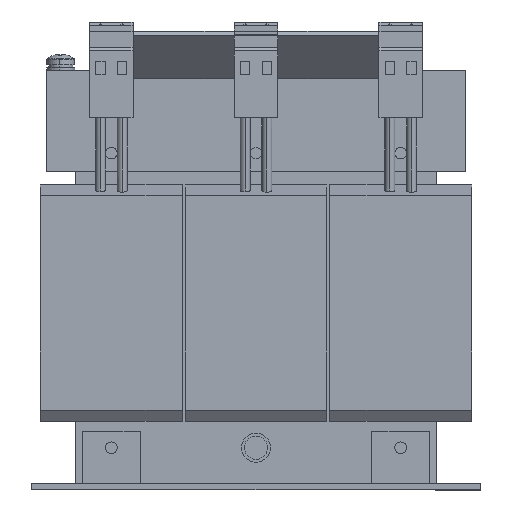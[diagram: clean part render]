
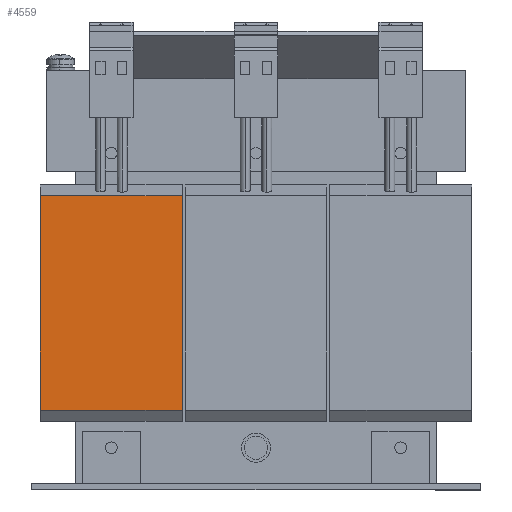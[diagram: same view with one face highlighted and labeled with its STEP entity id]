
A CAD part, top view. The second image highlights one B-rep face of the part: STEP entity #4559.
In plain terms, the highlighted planar face has unit normal (0, 0, 1).
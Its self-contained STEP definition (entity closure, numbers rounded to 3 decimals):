
#229 = ORIENTED_EDGE ( 'NONE', *, *, #3304, .F. ) ;
#322 = CARTESIAN_POINT ( 'NONE',  ( -74.5, 36.1, 29. ) ) ;
#957 = AXIS2_PLACEMENT_3D ( 'NONE', #15295, #4281, #9113 ) ;
#1736 = LINE ( 'NONE', #17567, #14786 ) ;
#1968 = DIRECTION ( 'NONE',  ( 0., 1., 0. ) ) ;
#2072 = LINE ( 'NONE', #322, #7990 ) ;
#2838 = LINE ( 'NONE', #5518, #12557 ) ;
#3171 = CARTESIAN_POINT ( 'NONE',  ( -74.5, 36.1, 29. ) ) ;
#3300 = CARTESIAN_POINT ( 'NONE',  ( -25.5, 36.1, 29. ) ) ;
#3304 = EDGE_CURVE ( 'NONE', #16549, #15225, #2838, .T. ) ;
#3384 = VERTEX_POINT ( 'NONE', #16732 ) ;
#3785 = ORIENTED_EDGE ( 'NONE', *, *, #10795, .F. ) ;
#3855 = DIRECTION ( 'NONE',  ( 1., 0., 0. ) ) ;
#3962 = CARTESIAN_POINT ( 'NONE',  ( -74.5, -37.9, 29. ) ) ;
#4281 = DIRECTION ( 'NONE',  ( 0., 0., -1. ) ) ;
#4559 = ADVANCED_FACE ( 'NONE', ( #20026 ), #11709, .F. ) ;
#5037 = ORIENTED_EDGE ( 'NONE', *, *, #6715, .T. ) ;
#5518 = CARTESIAN_POINT ( 'NONE',  ( -74.5, 36.1, 29. ) ) ;
#6715 = EDGE_CURVE ( 'NONE', #10898, #15225, #1736, .T. ) ;
#7990 = VECTOR ( 'NONE', #1968, 1000. ) ;
#8450 = EDGE_CURVE ( 'NONE', #3384, #10898, #19604, .T. ) ;
#8535 = EDGE_LOOP ( 'NONE', ( #5037, #229, #3785, #9914 ) ) ;
#9113 = DIRECTION ( 'NONE',  ( 0., -1., 0. ) ) ;
#9914 = ORIENTED_EDGE ( 'NONE', *, *, #8450, .T. ) ;
#10795 = EDGE_CURVE ( 'NONE', #3384, #16549, #2072, .T. ) ;
#10898 = VERTEX_POINT ( 'NONE', #16585 ) ;
#11709 = PLANE ( 'NONE',  #957 ) ;
#12497 = VECTOR ( 'NONE', #3855, 1000. ) ;
#12557 = VECTOR ( 'NONE', #15082, 1000. ) ;
#14786 = VECTOR ( 'NONE', #17185, 1000. ) ;
#15082 = DIRECTION ( 'NONE',  ( 1., 0., 0. ) ) ;
#15225 = VERTEX_POINT ( 'NONE', #3300 ) ;
#15295 = CARTESIAN_POINT ( 'NONE',  ( -74.5, 36.1, 29. ) ) ;
#16549 = VERTEX_POINT ( 'NONE', #3171 ) ;
#16585 = CARTESIAN_POINT ( 'NONE',  ( -25.5, -37.9, 29. ) ) ;
#16732 = CARTESIAN_POINT ( 'NONE',  ( -74.5, -37.9, 29. ) ) ;
#17185 = DIRECTION ( 'NONE',  ( 0., 1., 0. ) ) ;
#17567 = CARTESIAN_POINT ( 'NONE',  ( -25.5, 36.1, 29. ) ) ;
#19604 = LINE ( 'NONE', #3962, #12497 ) ;
#20026 = FACE_OUTER_BOUND ( 'NONE', #8535, .T. ) ;
